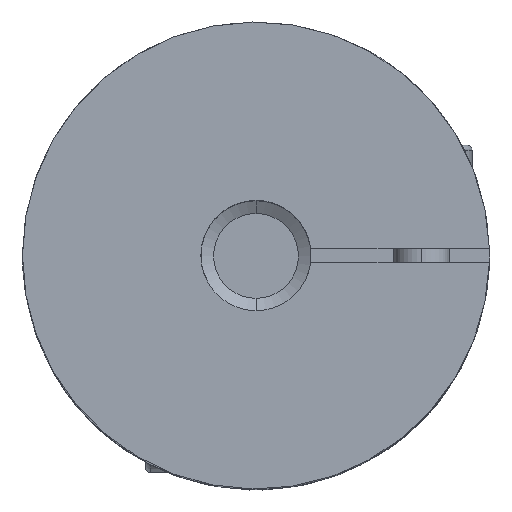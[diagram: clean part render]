
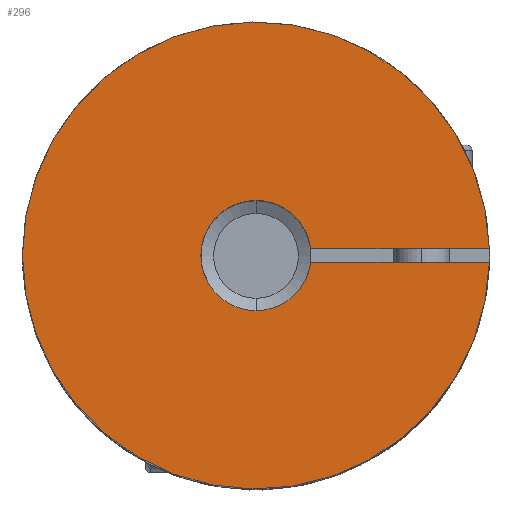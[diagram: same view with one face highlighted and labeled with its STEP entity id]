
A CAD part, top view. The second image highlights one B-rep face of the part: STEP entity #296.
In plain terms, the highlighted planar face has unit normal (0, 0, 1).
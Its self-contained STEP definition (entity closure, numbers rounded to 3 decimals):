
#296=ADVANCED_FACE('',(#627),#628,.T.);
#627=FACE_OUTER_BOUND('',#929,.T.);
#628=PLANE('',#930);
#929=EDGE_LOOP('',(#1435,#1436,#1437,#1438,#1439,#1440,#1441));
#930=AXIS2_PLACEMENT_3D('',#1442,#1443,#1444);
#1435=ORIENTED_EDGE('',*,*,#2289,.T.);
#1436=ORIENTED_EDGE('',*,*,#2241,.T.);
#1437=ORIENTED_EDGE('',*,*,#2294,.T.);
#1438=ORIENTED_EDGE('',*,*,#2238,.T.);
#1439=ORIENTED_EDGE('',*,*,#2293,.T.);
#1440=ORIENTED_EDGE('',*,*,#2199,.T.);
#1441=ORIENTED_EDGE('',*,*,#2295,.T.);
#1442=CARTESIAN_POINT('',(0.0,0.0,16.2));
#1443=DIRECTION('',(0.0,0.0,1.0));
#1444=DIRECTION('',(1.0,0.0,0.0));
#2199=EDGE_CURVE('',#2563,#2560,#2564,.T.);
#2238=EDGE_CURVE('',#2634,#2638,#2640,.T.);
#2241=EDGE_CURVE('',#2645,#2643,#2646,.T.);
#2289=EDGE_CURVE('',#2723,#2645,#2724,.T.);
#2293=EDGE_CURVE('',#2638,#2563,#2728,.T.);
#2294=EDGE_CURVE('',#2643,#2634,#2729,.T.);
#2295=EDGE_CURVE('',#2560,#2723,#2730,.T.);
#2560=VERTEX_POINT('',#3002);
#2563=VERTEX_POINT('',#3006);
#2564=CIRCLE('',#3007,12.7);
#2634=VERTEX_POINT('',#3189);
#2638=VERTEX_POINT('',#3194);
#2640=CIRCLE('',#3197,3.0);
#2643=VERTEX_POINT('',#3201);
#2645=VERTEX_POINT('',#3204);
#2646=CIRCLE('',#3205,3.0);
#2723=VERTEX_POINT('',#3359);
#2724=LINE('',#3360,#3361);
#2728=LINE('',#3367,#3368);
#2729=CIRCLE('',#3369,3.0);
#2730=CIRCLE('',#3370,12.7);
#3002=CARTESIAN_POINT('',(-12.7,0.,16.2));
#3006=CARTESIAN_POINT('',(12.694,0.375,16.2));
#3007=AXIS2_PLACEMENT_3D('',#3929,#3930,#3931);
#3189=CARTESIAN_POINT('',(0.,3.0,16.2));
#3194=CARTESIAN_POINT('',(2.976,0.375,16.2));
#3197=AXIS2_PLACEMENT_3D('',#3999,#4000,#4001);
#3201=CARTESIAN_POINT('',(0.,-3.0,16.2));
#3204=CARTESIAN_POINT('',(2.976,-0.375,16.2));
#3205=AXIS2_PLACEMENT_3D('',#4004,#4005,#4006);
#3359=CARTESIAN_POINT('',(12.694,-0.375,16.2));
#3360=CARTESIAN_POINT('',(6.35,-0.375,16.2));
#3361=VECTOR('',#4084,1.0);
#3367=CARTESIAN_POINT('',(6.35,0.375,16.2));
#3368=VECTOR('',#4090,1.0);
#3369=AXIS2_PLACEMENT_3D('',#4091,#4092,#4093);
#3370=AXIS2_PLACEMENT_3D('',#4094,#4095,#4096);
#3929=CARTESIAN_POINT('',(0.0,0.0,16.2));
#3930=DIRECTION('',(0.0,0.0,1.0));
#3931=DIRECTION('',(1.0,0.0,0.0));
#3999=CARTESIAN_POINT('',(0.0,0.0,16.2));
#4000=DIRECTION('',(0.0,0.0,-1.0));
#4001=DIRECTION('',(0.0,1.0,0.0));
#4004=CARTESIAN_POINT('',(0.0,0.0,16.2));
#4005=DIRECTION('',(0.0,0.0,-1.0));
#4006=DIRECTION('',(0.0,1.0,0.0));
#4084=DIRECTION('',(-1.0,0.0,0.0));
#4090=DIRECTION('',(1.0,0.0,0.0));
#4091=CARTESIAN_POINT('',(0.0,0.0,16.2));
#4092=DIRECTION('',(0.0,0.0,-1.0));
#4093=DIRECTION('',(0.0,1.0,0.0));
#4094=CARTESIAN_POINT('',(0.0,0.0,16.2));
#4095=DIRECTION('',(0.0,0.0,1.0));
#4096=DIRECTION('',(1.0,0.0,0.0));
